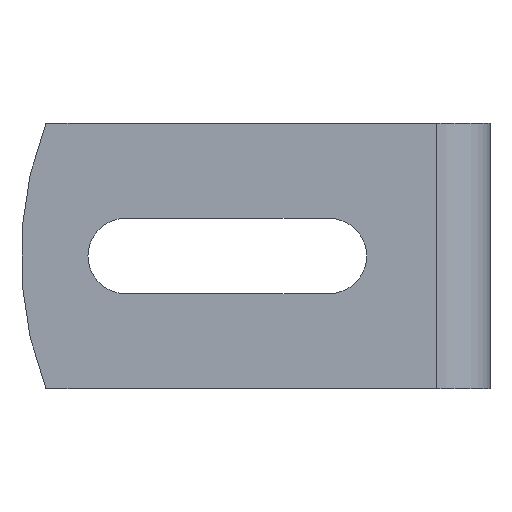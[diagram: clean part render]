
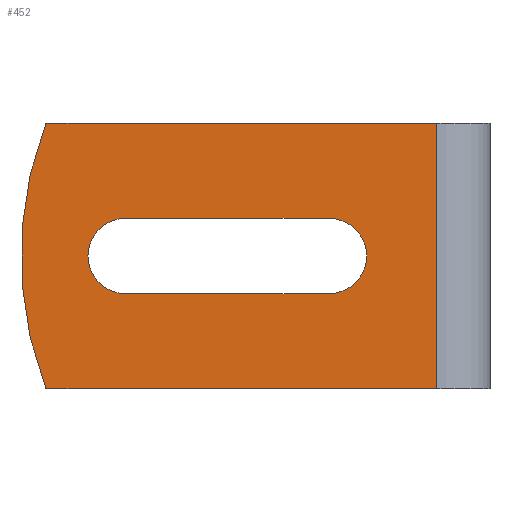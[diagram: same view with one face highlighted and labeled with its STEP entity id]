
A CAD part, front view. The second image highlights one B-rep face of the part: STEP entity #452.
In plain terms, the highlighted planar face has unit normal (0, -1, 0).
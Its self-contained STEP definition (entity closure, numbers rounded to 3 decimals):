
#10 = CARTESIAN_POINT ( 'NONE',  ( -18.18, 0., 4.25 ) ) ;
#25 = FACE_BOUND ( 'NONE', #442, .T. ) ;
#32 = DIRECTION ( 'NONE',  ( 0., 1., 0. ) ) ;
#34 = ORIENTED_EDGE ( 'NONE', *, *, #802, .F. ) ;
#44 = DIRECTION ( 'NONE',  ( 0., 0., 1. ) ) ;
#52 = AXIS2_PLACEMENT_3D ( 'NONE', #743, #357, #487 ) ;
#58 = LINE ( 'NONE', #132, #340 ) ;
#86 = FACE_OUTER_BOUND ( 'NONE', #213, .T. ) ;
#90 = VERTEX_POINT ( 'NONE', #261 ) ;
#91 = EDGE_CURVE ( 'NONE', #445, #90, #449, .T. ) ;
#100 = CARTESIAN_POINT ( 'NONE',  ( -11.698, 0., 0. ) ) ;
#125 = DIRECTION ( 'NONE',  ( -1., 0., 0. ) ) ;
#130 = EDGE_CURVE ( 'NONE', #348, #309, #58, .T. ) ;
#132 = CARTESIAN_POINT ( 'NONE',  ( -53., 0., 4.25 ) ) ;
#135 = CARTESIAN_POINT ( 'NONE',  ( -53., 0., -15. ) ) ;
#160 = EDGE_CURVE ( 'NONE', #498, #296, #211, .T. ) ;
#162 = CARTESIAN_POINT ( 'NONE',  ( -41.18, 0., 4.25 ) ) ;
#167 = DIRECTION ( 'NONE',  ( 0., 0., -1. ) ) ;
#173 = AXIS2_PLACEMENT_3D ( 'NONE', #686, #238, #167 ) ;
#208 = CARTESIAN_POINT ( 'NONE',  ( -6., 0., 15. ) ) ;
#211 = LINE ( 'NONE', #135, #491 ) ;
#213 = EDGE_LOOP ( 'NONE', ( #805, #847, #624, #480 ) ) ;
#221 = CIRCLE ( 'NONE', #52, 4.25 ) ;
#227 = CARTESIAN_POINT ( 'NONE',  ( -41.18, 0., -4.25 ) ) ;
#236 = LINE ( 'NONE', #753, #638 ) ;
#238 = DIRECTION ( 'NONE',  ( 0., -1., 0. ) ) ;
#261 = CARTESIAN_POINT ( 'NONE',  ( -18.18, 0., -4.25 ) ) ;
#262 = VERTEX_POINT ( 'NONE', #208 ) ;
#273 = EDGE_CURVE ( 'NONE', #396, #262, #353, .T. ) ;
#284 = DIRECTION ( 'NONE',  ( 0., 0., -1. ) ) ;
#296 = VERTEX_POINT ( 'NONE', #767 ) ;
#304 = ORIENTED_EDGE ( 'NONE', *, *, #91, .F. ) ;
#309 = VERTEX_POINT ( 'NONE', #162 ) ;
#335 = DIRECTION ( 'NONE',  ( 0., -1., 0. ) ) ;
#340 = VECTOR ( 'NONE', #125, 1000. ) ;
#344 = CARTESIAN_POINT ( 'NONE',  ( -18.18, 0., 0. ) ) ;
#346 = DIRECTION ( 'NONE',  ( 1., 0., 0. ) ) ;
#348 = VERTEX_POINT ( 'NONE', #10 ) ;
#353 = LINE ( 'NONE', #675, #364 ) ;
#357 = DIRECTION ( 'NONE',  ( 0., -1., 0. ) ) ;
#364 = VECTOR ( 'NONE', #669, 1000. ) ;
#369 = DIRECTION ( 'NONE',  ( 0., 0., -1. ) ) ;
#389 = CIRCLE ( 'NONE', #704, 41.302 ) ;
#396 = VERTEX_POINT ( 'NONE', #709 ) ;
#429 = AXIS2_PLACEMENT_3D ( 'NONE', #344, #335, #284 ) ;
#442 = EDGE_LOOP ( 'NONE', ( #34, #681, #828, #304 ) ) ;
#445 = VERTEX_POINT ( 'NONE', #227 ) ;
#449 = LINE ( 'NONE', #519, #781 ) ;
#452 = ADVANCED_FACE ( 'NONE', ( #25, #86 ), #744, .T. ) ;
#458 = CIRCLE ( 'NONE', #429, 4.25 ) ;
#480 = ORIENTED_EDGE ( 'NONE', *, *, #273, .F. ) ;
#487 = DIRECTION ( 'NONE',  ( 0., 0., -1. ) ) ;
#491 = VECTOR ( 'NONE', #346, 1000. ) ;
#498 = VERTEX_POINT ( 'NONE', #738 ) ;
#519 = CARTESIAN_POINT ( 'NONE',  ( -53., 0., -4.25 ) ) ;
#536 = EDGE_CURVE ( 'NONE', #296, #262, #236, .T. ) ;
#569 = DIRECTION ( 'NONE',  ( 1., 0., 0. ) ) ;
#624 = ORIENTED_EDGE ( 'NONE', *, *, #536, .T. ) ;
#638 = VECTOR ( 'NONE', #44, 1000. ) ;
#643 = EDGE_CURVE ( 'NONE', #498, #396, #389, .T. ) ;
#669 = DIRECTION ( 'NONE',  ( 1., 0., 0. ) ) ;
#675 = CARTESIAN_POINT ( 'NONE',  ( -53., 0., 15. ) ) ;
#681 = ORIENTED_EDGE ( 'NONE', *, *, #130, .F. ) ;
#686 = CARTESIAN_POINT ( 'NONE',  ( -53., 0., -15. ) ) ;
#692 = EDGE_CURVE ( 'NONE', #90, #348, #458, .T. ) ;
#704 = AXIS2_PLACEMENT_3D ( 'NONE', #100, #32, #369 ) ;
#709 = CARTESIAN_POINT ( 'NONE',  ( -50.18, 0., 15. ) ) ;
#738 = CARTESIAN_POINT ( 'NONE',  ( -50.18, 0., -15. ) ) ;
#743 = CARTESIAN_POINT ( 'NONE',  ( -41.18, 0., 0. ) ) ;
#744 = PLANE ( 'NONE',  #173 ) ;
#753 = CARTESIAN_POINT ( 'NONE',  ( -6., 0., -15. ) ) ;
#767 = CARTESIAN_POINT ( 'NONE',  ( -6., 0., -15. ) ) ;
#781 = VECTOR ( 'NONE', #569, 1000. ) ;
#802 = EDGE_CURVE ( 'NONE', #309, #445, #221, .T. ) ;
#805 = ORIENTED_EDGE ( 'NONE', *, *, #643, .F. ) ;
#828 = ORIENTED_EDGE ( 'NONE', *, *, #692, .F. ) ;
#847 = ORIENTED_EDGE ( 'NONE', *, *, #160, .T. ) ;
